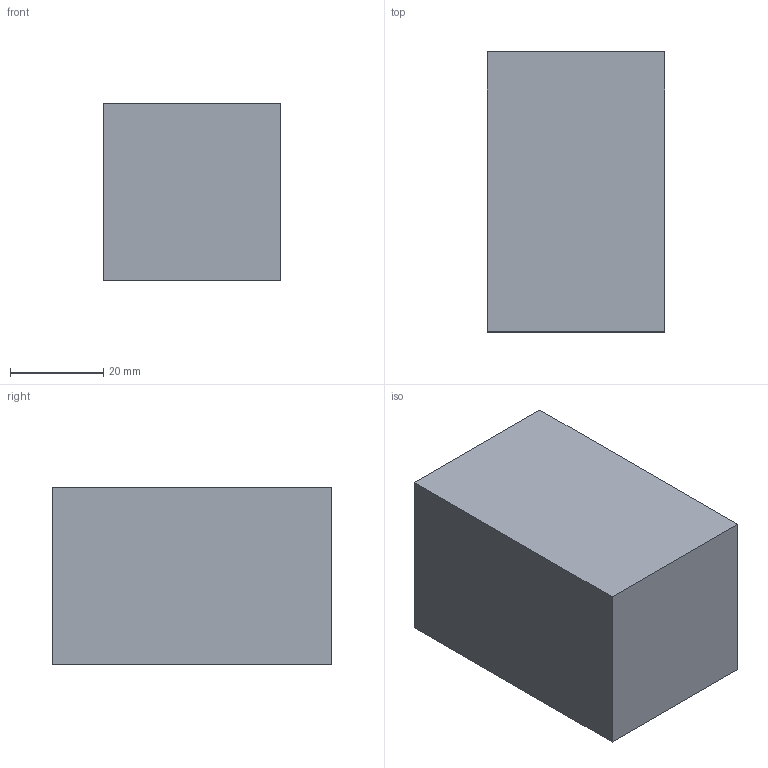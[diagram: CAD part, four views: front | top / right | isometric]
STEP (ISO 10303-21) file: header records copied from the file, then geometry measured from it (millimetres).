
FILE_DESCRIPTION((''),'2;1');
FILE_NAME('SC-08-04_ISO_INCH','2022-01-04T15:46:07',('AlainG'),('Sun Hydraulics LLC'),'CREO PARAMETRIC BY PTC INC, 2021072','CREO PARAMETRIC BY PTC INC, 2021072','');
FILE_SCHEMA(('AUTOMOTIVE_DESIGN { 1 0 10303 214 1 1 1 1 }'));
Length unit declared in the file: inch
Products named in the file (1): SC-08-04_ISO_INCH
Bounding box: 38.1 x 60 x 38.1 mm (x, y, z)
Volume: 74373.2 mm3; surface area: 16155.3 mm2
Topology: 1 solids, 2 shells, 53 faces, 123 edges, 74 vertices
Faces by surface type: cylinder 20, cone 12, plane 11, torus 10
Entity records: 2964 total; most frequent: CARTESIAN_POINT 891, DIRECTION 322, COLOUR_RGB 277, ORIENTED_EDGE 242, AXIS2_PLACEMENT_3D 132, EDGE_CURVE 123, VERTEX_POINT 74, CIRCLE 64
